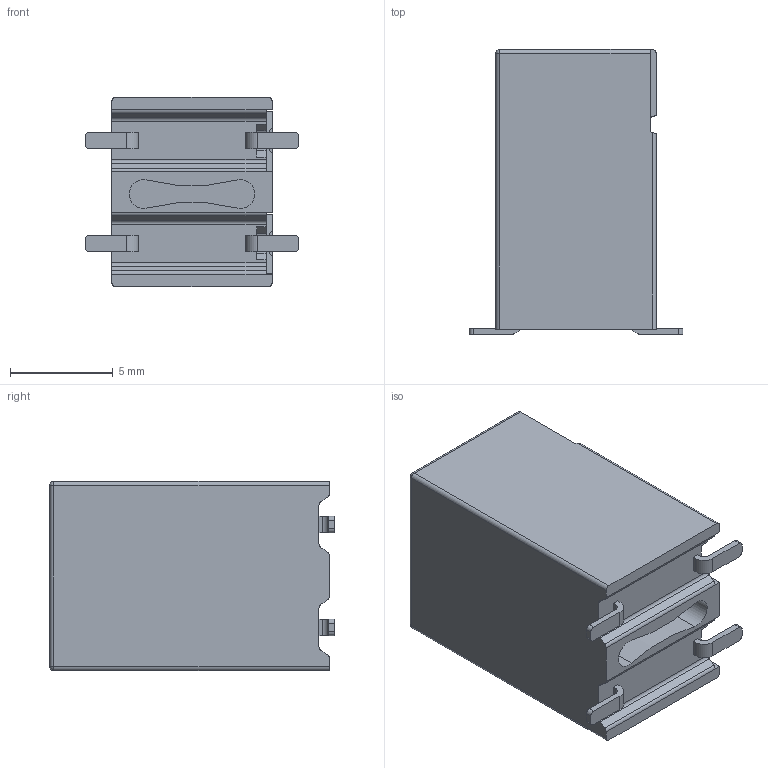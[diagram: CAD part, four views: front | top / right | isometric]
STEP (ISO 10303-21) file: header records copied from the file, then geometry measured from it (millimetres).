
FILE_DESCRIPTION( ( 'STEP AP203' ), '1' );
FILE_NAME( '2086-3102_700-000.stp', '2021-09-05T12:34:34', ( 'License CC BY-ND 4.0' ), ( 'CADENAS' ), ' ', 'PARTsolutions', ' ' );
FILE_SCHEMA( ( 'CONFIG_CONTROL_DESIGN' ) );
Length unit declared in the file: millimetre
Products named in the file (1): _2086-3102/700-000
Bounding box: 10.4 x 13.85 x 9.2 mm (x, y, z)
Volume: 850.8 mm3; surface area: 820.3 mm2
Topology: 1 solids, 1 shells, 210 faces, 551 edges, 352 vertices
Faces by surface type: plane 145, cylinder 55, cone 8, sphere 2
Entity records: 6419 total; most frequent: CARTESIAN_POINT 1112, ORIENTED_EDGE 1098, DIRECTION 1089, EDGE_CURVE 549, LINE 431, VECTOR 431, VERTEX_POINT 352, AXIS2_PLACEMENT_3D 329
